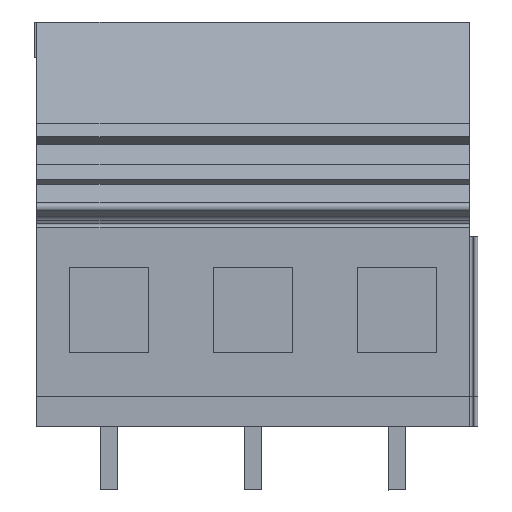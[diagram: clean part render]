
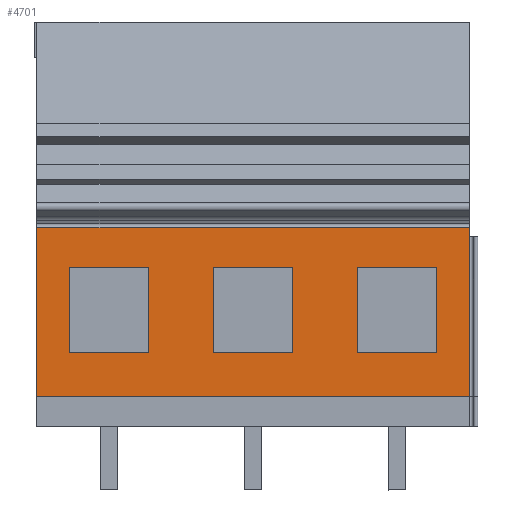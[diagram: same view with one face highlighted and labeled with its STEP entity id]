
A CAD part, front view. The second image highlights one B-rep face of the part: STEP entity #4701.
In plain terms, the highlighted planar face has unit normal (0, -1, 0).
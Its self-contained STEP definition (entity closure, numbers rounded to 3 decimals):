
#4579=AXIS2_PLACEMENT_3D('Plane Axis2P3D',#4576,#4577,#4578) ;
#3675=CARTESIAN_POINT('Vertex',(0.2,0.,6.6)) ;
#3678=CARTESIAN_POINT('Line Origine',(0.2,0.,12.55)) ;
#3682=CARTESIAN_POINT('Vertex',(0.2,0.,18.5)) ;
#4337=CARTESIAN_POINT('Vertex',(30.68,0.,6.6)) ;
#4340=CARTESIAN_POINT('Line Origine',(15.44,0.,6.6)) ;
#4576=CARTESIAN_POINT('Axis2P3D Location',(0.2,0.,6.6)) ;
#4581=CARTESIAN_POINT('Line Origine',(30.68,0.,12.55)) ;
#4585=CARTESIAN_POINT('Vertex',(30.68,0.,18.5)) ;
#4588=CARTESIAN_POINT('Line Origine',(15.44,0.,18.5)) ;
#4599=CARTESIAN_POINT('Line Origine',(8.08,0.,12.7)) ;
#4603=CARTESIAN_POINT('Vertex',(8.08,0.,9.7)) ;
#4605=CARTESIAN_POINT('Vertex',(8.08,0.,15.7)) ;
#4608=CARTESIAN_POINT('Line Origine',(5.28,0.,9.7)) ;
#4612=CARTESIAN_POINT('Vertex',(2.48,0.,9.7)) ;
#4615=CARTESIAN_POINT('Line Origine',(2.48,0.,12.7)) ;
#4619=CARTESIAN_POINT('Vertex',(2.48,0.,15.7)) ;
#4622=CARTESIAN_POINT('Line Origine',(5.28,0.,15.7)) ;
#4633=CARTESIAN_POINT('Line Origine',(15.44,0.,15.7)) ;
#4637=CARTESIAN_POINT('Vertex',(18.24,0.,15.7)) ;
#4639=CARTESIAN_POINT('Vertex',(12.64,0.,15.7)) ;
#4642=CARTESIAN_POINT('Line Origine',(18.24,0.,12.7)) ;
#4646=CARTESIAN_POINT('Vertex',(18.24,0.,9.7)) ;
#4649=CARTESIAN_POINT('Line Origine',(15.44,0.,9.7)) ;
#4653=CARTESIAN_POINT('Vertex',(12.64,0.,9.7)) ;
#4656=CARTESIAN_POINT('Line Origine',(12.64,0.,12.7)) ;
#4667=CARTESIAN_POINT('Line Origine',(25.6,0.,15.7)) ;
#4671=CARTESIAN_POINT('Vertex',(28.4,0.,15.7)) ;
#4673=CARTESIAN_POINT('Vertex',(22.8,0.,15.7)) ;
#4676=CARTESIAN_POINT('Line Origine',(28.4,0.,12.7)) ;
#4680=CARTESIAN_POINT('Vertex',(28.4,0.,9.7)) ;
#4683=CARTESIAN_POINT('Line Origine',(25.6,0.,9.7)) ;
#4687=CARTESIAN_POINT('Vertex',(22.8,0.,9.7)) ;
#4690=CARTESIAN_POINT('Line Origine',(22.8,0.,12.7)) ;
#3679=DIRECTION('Vector Direction',(0.,0.,1.)) ;
#4341=DIRECTION('Vector Direction',(1.,0.,0.)) ;
#4577=DIRECTION('Axis2P3D Direction',(0.,1.,0.)) ;
#4578=DIRECTION('Axis2P3D XDirection',(0.,0.,1.)) ;
#4582=DIRECTION('Vector Direction',(0.,0.,1.)) ;
#4589=DIRECTION('Vector Direction',(1.,0.,0.)) ;
#4600=DIRECTION('Vector Direction',(0.,0.,-1.)) ;
#4609=DIRECTION('Vector Direction',(-1.,0.,0.)) ;
#4616=DIRECTION('Vector Direction',(0.,0.,-1.)) ;
#4623=DIRECTION('Vector Direction',(-1.,0.,0.)) ;
#4634=DIRECTION('Vector Direction',(-1.,0.,0.)) ;
#4643=DIRECTION('Vector Direction',(0.,0.,-1.)) ;
#4650=DIRECTION('Vector Direction',(-1.,0.,0.)) ;
#4657=DIRECTION('Vector Direction',(0.,0.,-1.)) ;
#4668=DIRECTION('Vector Direction',(-1.,0.,0.)) ;
#4677=DIRECTION('Vector Direction',(0.,0.,-1.)) ;
#4684=DIRECTION('Vector Direction',(-1.,0.,0.)) ;
#4691=DIRECTION('Vector Direction',(0.,0.,-1.)) ;
#3680=VECTOR('Line Direction',#3679,1.) ;
#4342=VECTOR('Line Direction',#4341,1.) ;
#4583=VECTOR('Line Direction',#4582,1.) ;
#4590=VECTOR('Line Direction',#4589,1.) ;
#4601=VECTOR('Line Direction',#4600,1.) ;
#4610=VECTOR('Line Direction',#4609,1.) ;
#4617=VECTOR('Line Direction',#4616,1.) ;
#4624=VECTOR('Line Direction',#4623,1.) ;
#4635=VECTOR('Line Direction',#4634,1.) ;
#4644=VECTOR('Line Direction',#4643,1.) ;
#4651=VECTOR('Line Direction',#4650,1.) ;
#4658=VECTOR('Line Direction',#4657,1.) ;
#4669=VECTOR('Line Direction',#4668,1.) ;
#4678=VECTOR('Line Direction',#4677,1.) ;
#4685=VECTOR('Line Direction',#4684,1.) ;
#4692=VECTOR('Line Direction',#4691,1.) ;
#4594=ORIENTED_EDGE('',*,*,#4587,.T.) ;
#4595=ORIENTED_EDGE('',*,*,#4592,.F.) ;
#4596=ORIENTED_EDGE('',*,*,#3684,.F.) ;
#4597=ORIENTED_EDGE('',*,*,#4344,.T.) ;
#4628=ORIENTED_EDGE('',*,*,#4607,.F.) ;
#4629=ORIENTED_EDGE('',*,*,#4614,.F.) ;
#4630=ORIENTED_EDGE('',*,*,#4621,.F.) ;
#4631=ORIENTED_EDGE('',*,*,#4626,.F.) ;
#4662=ORIENTED_EDGE('',*,*,#4641,.F.) ;
#4663=ORIENTED_EDGE('',*,*,#4648,.F.) ;
#4664=ORIENTED_EDGE('',*,*,#4655,.F.) ;
#4665=ORIENTED_EDGE('',*,*,#4660,.F.) ;
#4696=ORIENTED_EDGE('',*,*,#4675,.F.) ;
#4697=ORIENTED_EDGE('',*,*,#4682,.F.) ;
#4698=ORIENTED_EDGE('',*,*,#4689,.F.) ;
#4699=ORIENTED_EDGE('',*,*,#4694,.F.) ;
#4632=FACE_BOUND('',#4627,.T.) ;
#4666=FACE_BOUND('',#4661,.T.) ;
#4700=FACE_BOUND('',#4695,.T.) ;
#4701=ADVANCED_FACE('3 pole',(#4598,#4632,#4666,#4700),#4580,.F.) ;
#3684=EDGE_CURVE('',#3676,#3683,#3681,.T.) ;
#4344=EDGE_CURVE('',#3676,#4338,#4343,.T.) ;
#4587=EDGE_CURVE('',#4338,#4586,#4584,.T.) ;
#4592=EDGE_CURVE('',#3683,#4586,#4591,.T.) ;
#4607=EDGE_CURVE('',#4604,#4606,#4602,.F.) ;
#4614=EDGE_CURVE('',#4613,#4604,#4611,.F.) ;
#4621=EDGE_CURVE('',#4620,#4613,#4618,.T.) ;
#4626=EDGE_CURVE('',#4606,#4620,#4625,.T.) ;
#4641=EDGE_CURVE('',#4638,#4640,#4636,.T.) ;
#4648=EDGE_CURVE('',#4647,#4638,#4645,.F.) ;
#4655=EDGE_CURVE('',#4654,#4647,#4652,.F.) ;
#4660=EDGE_CURVE('',#4640,#4654,#4659,.T.) ;
#4675=EDGE_CURVE('',#4672,#4674,#4670,.T.) ;
#4682=EDGE_CURVE('',#4681,#4672,#4679,.F.) ;
#4689=EDGE_CURVE('',#4688,#4681,#4686,.F.) ;
#4694=EDGE_CURVE('',#4674,#4688,#4693,.T.) ;
#4593=EDGE_LOOP('',(#4594,#4595,#4596,#4597)) ;
#4627=EDGE_LOOP('',(#4628,#4629,#4630,#4631)) ;
#4661=EDGE_LOOP('',(#4662,#4663,#4664,#4665)) ;
#4695=EDGE_LOOP('',(#4696,#4697,#4698,#4699)) ;
#4598=FACE_OUTER_BOUND('',#4593,.T.) ;
#3681=LINE('Line',#3678,#3680) ;
#4343=LINE('Line',#4340,#4342) ;
#4584=LINE('Line',#4581,#4583) ;
#4591=LINE('Line',#4588,#4590) ;
#4602=LINE('Line',#4599,#4601) ;
#4611=LINE('Line',#4608,#4610) ;
#4618=LINE('Line',#4615,#4617) ;
#4625=LINE('Line',#4622,#4624) ;
#4636=LINE('Line',#4633,#4635) ;
#4645=LINE('Line',#4642,#4644) ;
#4652=LINE('Line',#4649,#4651) ;
#4659=LINE('Line',#4656,#4658) ;
#4670=LINE('Line',#4667,#4669) ;
#4679=LINE('Line',#4676,#4678) ;
#4686=LINE('Line',#4683,#4685) ;
#4693=LINE('Line',#4690,#4692) ;
#4580=PLANE('',#4579) ;
#3676=VERTEX_POINT('',#3675) ;
#3683=VERTEX_POINT('',#3682) ;
#4338=VERTEX_POINT('',#4337) ;
#4586=VERTEX_POINT('',#4585) ;
#4604=VERTEX_POINT('',#4603) ;
#4606=VERTEX_POINT('',#4605) ;
#4613=VERTEX_POINT('',#4612) ;
#4620=VERTEX_POINT('',#4619) ;
#4638=VERTEX_POINT('',#4637) ;
#4640=VERTEX_POINT('',#4639) ;
#4647=VERTEX_POINT('',#4646) ;
#4654=VERTEX_POINT('',#4653) ;
#4672=VERTEX_POINT('',#4671) ;
#4674=VERTEX_POINT('',#4673) ;
#4681=VERTEX_POINT('',#4680) ;
#4688=VERTEX_POINT('',#4687) ;
